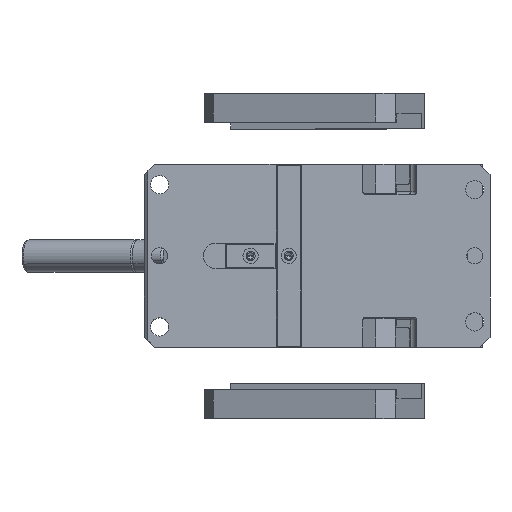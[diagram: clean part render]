
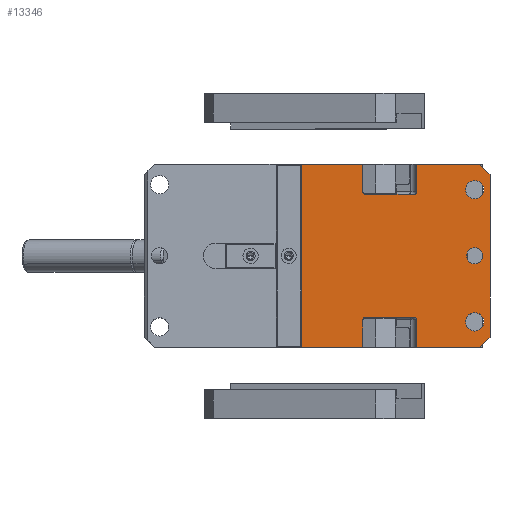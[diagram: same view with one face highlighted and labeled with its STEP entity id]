
A CAD part, top view. The second image highlights one B-rep face of the part: STEP entity #13346.
In plain terms, the highlighted planar face has unit normal (0, 0, 1).
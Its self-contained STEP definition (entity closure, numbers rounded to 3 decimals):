
#12037=CARTESIAN_POINT('Vertex',(-45.,-90.,245.)) ;
#12040=CARTESIAN_POINT('Line Origine',(-75.25,-90.,245.)) ;
#12044=CARTESIAN_POINT('Vertex',(-105.5,-90.,245.)) ;
#12322=CARTESIAN_POINT('Vertex',(5.5,-60.5,245.)) ;
#12325=CARTESIAN_POINT('Line Origine',(-18.5,-60.5,245.)) ;
#12329=CARTESIAN_POINT('Vertex',(-42.5,-60.5,245.)) ;
#13147=CARTESIAN_POINT('Line Origine',(-45.,-76.5,245.)) ;
#13151=CARTESIAN_POINT('Vertex',(-45.,-63.,245.)) ;
#13166=CARTESIAN_POINT('Axis2P3D Location',(0.,0.,245.)) ;
#13171=CARTESIAN_POINT('Line Origine',(75.,-85.,245.)) ;
#13175=CARTESIAN_POINT('Vertex',(70.,-90.,245.)) ;
#13177=CARTESIAN_POINT('Vertex',(80.,-80.,245.)) ;
#13180=CARTESIAN_POINT('Line Origine',(80.,0.,245.)) ;
#13184=CARTESIAN_POINT('Vertex',(80.,80.,245.)) ;
#13187=CARTESIAN_POINT('Line Origine',(75.,85.,245.)) ;
#13191=CARTESIAN_POINT('Vertex',(70.,90.,245.)) ;
#13194=CARTESIAN_POINT('Line Origine',(39.,90.,245.)) ;
#13198=CARTESIAN_POINT('Vertex',(8.,90.,245.)) ;
#13201=CARTESIAN_POINT('Line Origine',(8.,76.5,245.)) ;
#13205=CARTESIAN_POINT('Vertex',(8.,63.,245.)) ;
#13208=CARTESIAN_POINT('Axis2P3D Location',(5.5,63.,245.)) ;
#13212=CARTESIAN_POINT('Vertex',(5.5,60.5,245.)) ;
#13215=CARTESIAN_POINT('Line Origine',(-18.5,60.5,245.)) ;
#13219=CARTESIAN_POINT('Vertex',(-42.5,60.5,245.)) ;
#13222=CARTESIAN_POINT('Axis2P3D Location',(-42.5,63.,245.)) ;
#13226=CARTESIAN_POINT('Vertex',(-45.,63.,245.)) ;
#13229=CARTESIAN_POINT('Line Origine',(-45.,76.5,245.)) ;
#13233=CARTESIAN_POINT('Vertex',(-45.,90.,245.)) ;
#13236=CARTESIAN_POINT('Line Origine',(-75.25,90.,245.)) ;
#13240=CARTESIAN_POINT('Vertex',(-105.5,90.,245.)) ;
#13243=CARTESIAN_POINT('Line Origine',(-105.5,0.,245.)) ;
#13248=CARTESIAN_POINT('Axis2P3D Location',(-42.5,-63.,245.)) ;
#13253=CARTESIAN_POINT('Axis2P3D Location',(5.5,-63.,245.)) ;
#13257=CARTESIAN_POINT('Vertex',(8.,-63.,245.)) ;
#13260=CARTESIAN_POINT('Line Origine',(8.,-76.5,245.)) ;
#13264=CARTESIAN_POINT('Vertex',(8.,-90.,245.)) ;
#13267=CARTESIAN_POINT('Line Origine',(39.,-90.,245.)) ;
#13292=CARTESIAN_POINT('Axis2P3D Location',(65.,0.,245.)) ;
#13296=CARTESIAN_POINT('Vertex',(57.,0.,245.)) ;
#13298=CARTESIAN_POINT('Vertex',(73.,0.,245.)) ;
#13301=CARTESIAN_POINT('Axis2P3D Location',(65.,0.,245.)) ;
#13310=CARTESIAN_POINT('Axis2P3D Location',(65.,-65.,245.)) ;
#13314=CARTESIAN_POINT('Vertex',(56.,-65.,245.)) ;
#13316=CARTESIAN_POINT('Vertex',(74.,-65.,245.)) ;
#13319=CARTESIAN_POINT('Axis2P3D Location',(65.,-65.,245.)) ;
#13328=CARTESIAN_POINT('Axis2P3D Location',(65.,65.,245.)) ;
#13332=CARTESIAN_POINT('Vertex',(74.,65.,245.)) ;
#13334=CARTESIAN_POINT('Vertex',(56.,65.,245.)) ;
#13337=CARTESIAN_POINT('Axis2P3D Location',(65.,65.,245.)) ;
#12041=DIRECTION('Vector Direction',(-1.,0.,0.)) ;
#12326=DIRECTION('Vector Direction',(-1.,0.,0.)) ;
#13148=DIRECTION('Vector Direction',(0.,-1.,0.)) ;
#13167=DIRECTION('Axis2P3D Direction',(0.,-0.,-1.)) ;
#13168=DIRECTION('Axis2P3D XDirection',(0.,-1.,0.)) ;
#13172=DIRECTION('Vector Direction',(0.707,0.707,0.)) ;
#13181=DIRECTION('Vector Direction',(0.,1.,0.)) ;
#13188=DIRECTION('Vector Direction',(0.707,-0.707,0.)) ;
#13195=DIRECTION('Vector Direction',(-1.,0.,0.)) ;
#13202=DIRECTION('Vector Direction',(0.,-1.,0.)) ;
#13209=DIRECTION('Axis2P3D Direction',(0.,-0.,-1.)) ;
#13216=DIRECTION('Vector Direction',(-1.,0.,0.)) ;
#13223=DIRECTION('Axis2P3D Direction',(0.,-0.,-1.)) ;
#13230=DIRECTION('Vector Direction',(0.,-1.,0.)) ;
#13237=DIRECTION('Vector Direction',(-1.,0.,0.)) ;
#13244=DIRECTION('Vector Direction',(0.,1.,0.)) ;
#13249=DIRECTION('Axis2P3D Direction',(0.,-0.,-1.)) ;
#13254=DIRECTION('Axis2P3D Direction',(0.,-0.,-1.)) ;
#13261=DIRECTION('Vector Direction',(0.,-1.,0.)) ;
#13268=DIRECTION('Vector Direction',(-1.,0.,0.)) ;
#13293=DIRECTION('Axis2P3D Direction',(0.,-0.,-1.)) ;
#13302=DIRECTION('Axis2P3D Direction',(0.,-0.,-1.)) ;
#13311=DIRECTION('Axis2P3D Direction',(0.,-0.,-1.)) ;
#13320=DIRECTION('Axis2P3D Direction',(0.,-0.,-1.)) ;
#13329=DIRECTION('Axis2P3D Direction',(0.,-0.,-1.)) ;
#13338=DIRECTION('Axis2P3D Direction',(0.,-0.,-1.)) ;
#13169=AXIS2_PLACEMENT_3D('Plane Axis2P3D',#13166,#13167,#13168) ;
#13210=AXIS2_PLACEMENT_3D('Circle Axis2P3D',#13208,#13209,$) ;
#13224=AXIS2_PLACEMENT_3D('Circle Axis2P3D',#13222,#13223,$) ;
#13250=AXIS2_PLACEMENT_3D('Circle Axis2P3D',#13248,#13249,$) ;
#13255=AXIS2_PLACEMENT_3D('Circle Axis2P3D',#13253,#13254,$) ;
#13294=AXIS2_PLACEMENT_3D('Circle Axis2P3D',#13292,#13293,$) ;
#13303=AXIS2_PLACEMENT_3D('Circle Axis2P3D',#13301,#13302,$) ;
#13312=AXIS2_PLACEMENT_3D('Circle Axis2P3D',#13310,#13311,$) ;
#13321=AXIS2_PLACEMENT_3D('Circle Axis2P3D',#13319,#13320,$) ;
#13330=AXIS2_PLACEMENT_3D('Circle Axis2P3D',#13328,#13329,$) ;
#13339=AXIS2_PLACEMENT_3D('Circle Axis2P3D',#13337,#13338,$) ;
#13273=ORIENTED_EDGE('',*,*,#13179,.T.) ;
#13274=ORIENTED_EDGE('',*,*,#13186,.T.) ;
#13275=ORIENTED_EDGE('',*,*,#13193,.F.) ;
#13276=ORIENTED_EDGE('',*,*,#13200,.T.) ;
#13277=ORIENTED_EDGE('',*,*,#13207,.T.) ;
#13278=ORIENTED_EDGE('',*,*,#13214,.T.) ;
#13279=ORIENTED_EDGE('',*,*,#13221,.T.) ;
#13280=ORIENTED_EDGE('',*,*,#13228,.T.) ;
#13281=ORIENTED_EDGE('',*,*,#13235,.F.) ;
#13282=ORIENTED_EDGE('',*,*,#13242,.T.) ;
#13283=ORIENTED_EDGE('',*,*,#13247,.F.) ;
#13284=ORIENTED_EDGE('',*,*,#12046,.F.) ;
#13285=ORIENTED_EDGE('',*,*,#13153,.F.) ;
#13286=ORIENTED_EDGE('',*,*,#13252,.T.) ;
#13287=ORIENTED_EDGE('',*,*,#12331,.F.) ;
#13288=ORIENTED_EDGE('',*,*,#13259,.T.) ;
#13289=ORIENTED_EDGE('',*,*,#13266,.T.) ;
#13290=ORIENTED_EDGE('',*,*,#13271,.F.) ;
#13307=ORIENTED_EDGE('',*,*,#13300,.T.) ;
#13308=ORIENTED_EDGE('',*,*,#13305,.T.) ;
#13325=ORIENTED_EDGE('',*,*,#13318,.T.) ;
#13326=ORIENTED_EDGE('',*,*,#13323,.T.) ;
#13343=ORIENTED_EDGE('',*,*,#13336,.T.) ;
#13344=ORIENTED_EDGE('',*,*,#13341,.T.) ;
#13309=FACE_BOUND('',#13306,.T.) ;
#13327=FACE_BOUND('',#13324,.T.) ;
#13345=FACE_BOUND('',#13342,.T.) ;
#12042=VECTOR('Line Direction',#12041,1.) ;
#12327=VECTOR('Line Direction',#12326,1.) ;
#13149=VECTOR('Line Direction',#13148,1.) ;
#13173=VECTOR('Line Direction',#13172,1.) ;
#13182=VECTOR('Line Direction',#13181,1.) ;
#13189=VECTOR('Line Direction',#13188,1.) ;
#13196=VECTOR('Line Direction',#13195,1.) ;
#13203=VECTOR('Line Direction',#13202,1.) ;
#13217=VECTOR('Line Direction',#13216,1.) ;
#13231=VECTOR('Line Direction',#13230,1.) ;
#13238=VECTOR('Line Direction',#13237,1.) ;
#13245=VECTOR('Line Direction',#13244,1.) ;
#13262=VECTOR('Line Direction',#13261,1.) ;
#13269=VECTOR('Line Direction',#13268,1.) ;
#13346=ADVANCED_FACE('SCHIEBERBETT',(#13291,#13309,#13327,#13345),#13170,.F.) ;
#13211=CIRCLE('generated circle',#13210,2.5) ;
#13225=CIRCLE('generated circle',#13224,2.5) ;
#13251=CIRCLE('generated circle',#13250,2.5) ;
#13256=CIRCLE('generated circle',#13255,2.5) ;
#13295=CIRCLE('generated circle',#13294,8.) ;
#13304=CIRCLE('generated circle',#13303,8.) ;
#13313=CIRCLE('generated circle',#13312,9.) ;
#13322=CIRCLE('generated circle',#13321,9.) ;
#13331=CIRCLE('generated circle',#13330,9.) ;
#13340=CIRCLE('generated circle',#13339,9.) ;
#12046=EDGE_CURVE('',#12038,#12045,#12043,.T.) ;
#12331=EDGE_CURVE('',#12323,#12330,#12328,.T.) ;
#13153=EDGE_CURVE('',#13152,#12038,#13150,.T.) ;
#13179=EDGE_CURVE('',#13176,#13178,#13174,.T.) ;
#13186=EDGE_CURVE('',#13178,#13185,#13183,.T.) ;
#13193=EDGE_CURVE('',#13192,#13185,#13190,.T.) ;
#13200=EDGE_CURVE('',#13192,#13199,#13197,.T.) ;
#13207=EDGE_CURVE('',#13199,#13206,#13204,.T.) ;
#13214=EDGE_CURVE('',#13206,#13213,#13211,.T.) ;
#13221=EDGE_CURVE('',#13213,#13220,#13218,.T.) ;
#13228=EDGE_CURVE('',#13220,#13227,#13225,.T.) ;
#13235=EDGE_CURVE('',#13234,#13227,#13232,.T.) ;
#13242=EDGE_CURVE('',#13234,#13241,#13239,.T.) ;
#13247=EDGE_CURVE('',#12045,#13241,#13246,.T.) ;
#13252=EDGE_CURVE('',#13152,#12330,#13251,.T.) ;
#13259=EDGE_CURVE('',#12323,#13258,#13256,.T.) ;
#13266=EDGE_CURVE('',#13258,#13265,#13263,.T.) ;
#13271=EDGE_CURVE('',#13176,#13265,#13270,.T.) ;
#13300=EDGE_CURVE('',#13297,#13299,#13295,.T.) ;
#13305=EDGE_CURVE('',#13299,#13297,#13304,.T.) ;
#13318=EDGE_CURVE('',#13315,#13317,#13313,.T.) ;
#13323=EDGE_CURVE('',#13317,#13315,#13322,.T.) ;
#13336=EDGE_CURVE('',#13333,#13335,#13331,.T.) ;
#13341=EDGE_CURVE('',#13335,#13333,#13340,.T.) ;
#13272=EDGE_LOOP('',(#13273,#13274,#13275,#13276,#13277,#13278,#13279,#13280,#13281,#13282,#13283,#13284,#13285,#13286,#13287,#13288,#13289,#13290)) ;
#13306=EDGE_LOOP('',(#13307,#13308)) ;
#13324=EDGE_LOOP('',(#13325,#13326)) ;
#13342=EDGE_LOOP('',(#13343,#13344)) ;
#13291=FACE_OUTER_BOUND('',#13272,.T.) ;
#12043=LINE('Line',#12040,#12042) ;
#12328=LINE('Line',#12325,#12327) ;
#13150=LINE('Line',#13147,#13149) ;
#13174=LINE('Line',#13171,#13173) ;
#13183=LINE('Line',#13180,#13182) ;
#13190=LINE('Line',#13187,#13189) ;
#13197=LINE('Line',#13194,#13196) ;
#13204=LINE('Line',#13201,#13203) ;
#13218=LINE('Line',#13215,#13217) ;
#13232=LINE('Line',#13229,#13231) ;
#13239=LINE('Line',#13236,#13238) ;
#13246=LINE('Line',#13243,#13245) ;
#13263=LINE('Line',#13260,#13262) ;
#13270=LINE('Line',#13267,#13269) ;
#13170=PLANE('',#13169) ;
#12038=VERTEX_POINT('',#12037) ;
#12045=VERTEX_POINT('',#12044) ;
#12323=VERTEX_POINT('',#12322) ;
#12330=VERTEX_POINT('',#12329) ;
#13152=VERTEX_POINT('',#13151) ;
#13176=VERTEX_POINT('',#13175) ;
#13178=VERTEX_POINT('',#13177) ;
#13185=VERTEX_POINT('',#13184) ;
#13192=VERTEX_POINT('',#13191) ;
#13199=VERTEX_POINT('',#13198) ;
#13206=VERTEX_POINT('',#13205) ;
#13213=VERTEX_POINT('',#13212) ;
#13220=VERTEX_POINT('',#13219) ;
#13227=VERTEX_POINT('',#13226) ;
#13234=VERTEX_POINT('',#13233) ;
#13241=VERTEX_POINT('',#13240) ;
#13258=VERTEX_POINT('',#13257) ;
#13265=VERTEX_POINT('',#13264) ;
#13297=VERTEX_POINT('',#13296) ;
#13299=VERTEX_POINT('',#13298) ;
#13315=VERTEX_POINT('',#13314) ;
#13317=VERTEX_POINT('',#13316) ;
#13333=VERTEX_POINT('',#13332) ;
#13335=VERTEX_POINT('',#13334) ;
